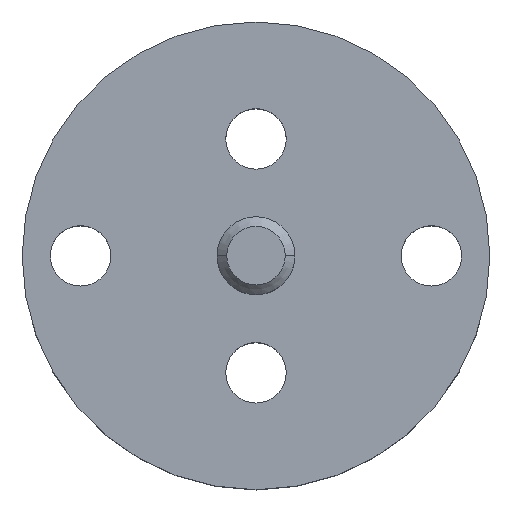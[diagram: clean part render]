
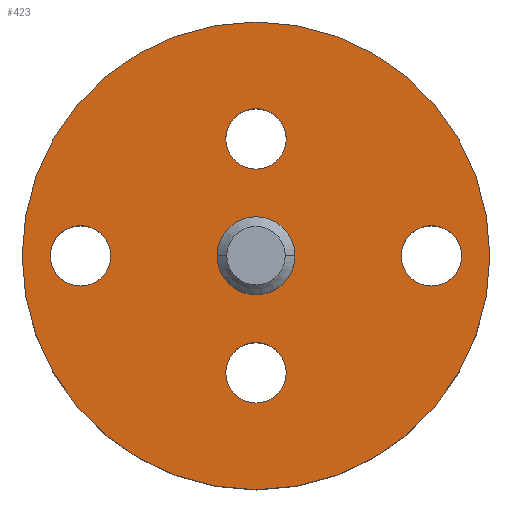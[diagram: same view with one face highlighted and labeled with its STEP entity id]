
A CAD part, top view. The second image highlights one B-rep face of the part: STEP entity #423.
In plain terms, the highlighted planar face has unit normal (0, 0, 1).
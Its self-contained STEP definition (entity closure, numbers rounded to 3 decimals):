
#4 = CARTESIAN_POINT ( 'NONE',  ( -1.55, -6., 2. ) ) ;
#36 = CARTESIAN_POINT ( 'NONE',  ( -9., 0., 2. ) ) ;
#38 = VERTEX_POINT ( 'NONE', #418 ) ;
#44 = CIRCLE ( 'NONE', #289, 12. ) ;
#46 = ORIENTED_EDGE ( 'NONE', *, *, #592, .F. ) ;
#54 = VERTEX_POINT ( 'NONE', #278 ) ;
#62 = AXIS2_PLACEMENT_3D ( 'NONE', #236, #631, #183 ) ;
#67 = CARTESIAN_POINT ( 'NONE',  ( 0., -6., 2. ) ) ;
#69 = DIRECTION ( 'NONE',  ( 0., -1., 0. ) ) ;
#70 = DIRECTION ( 'NONE',  ( 0., 0., 1. ) ) ;
#74 = DIRECTION ( 'NONE',  ( 0., 0., 1. ) ) ;
#79 = DIRECTION ( 'NONE',  ( 0., 0., 1. ) ) ;
#80 = FACE_OUTER_BOUND ( 'NONE', #475, .T. ) ;
#86 = DIRECTION ( 'NONE',  ( 0., -1., 0. ) ) ;
#90 = EDGE_LOOP ( 'NONE', ( #508, #376 ) ) ;
#93 = CARTESIAN_POINT ( 'NONE',  ( -10.55, 0., 2. ) ) ;
#99 = DIRECTION ( 'NONE',  ( 0., 0., 1. ) ) ;
#102 = DIRECTION ( 'NONE',  ( 0., 0., -1. ) ) ;
#103 = CIRCLE ( 'NONE', #204, 1.55 ) ;
#115 = DIRECTION ( 'NONE',  ( 0., 0., -1. ) ) ;
#117 = CARTESIAN_POINT ( 'NONE',  ( 0., 6., 2. ) ) ;
#119 = CARTESIAN_POINT ( 'NONE',  ( 0., -12., 2. ) ) ;
#124 = AXIS2_PLACEMENT_3D ( 'NONE', #142, #458, #246 ) ;
#125 = DIRECTION ( 'NONE',  ( 0., -1., 0. ) ) ;
#134 = CIRCLE ( 'NONE', #379, 1.55 ) ;
#138 = DIRECTION ( 'NONE',  ( 0., -1., 0. ) ) ;
#142 = CARTESIAN_POINT ( 'NONE',  ( 0., 0., 2. ) ) ;
#147 = AXIS2_PLACEMENT_3D ( 'NONE', #219, #70, #221 ) ;
#150 = AXIS2_PLACEMENT_3D ( 'NONE', #117, #619, #69 ) ;
#152 = CIRCLE ( 'NONE', #147, 1.55 ) ;
#154 = ORIENTED_EDGE ( 'NONE', *, *, #264, .F. ) ;
#168 = CIRCLE ( 'NONE', #645, 12. ) ;
#172 = EDGE_CURVE ( 'NONE', #589, #444, #44, .T. ) ;
#181 = CARTESIAN_POINT ( 'NONE',  ( 0., -6., 2. ) ) ;
#183 = DIRECTION ( 'NONE',  ( 0., -1., 0. ) ) ;
#184 = EDGE_CURVE ( 'NONE', #345, #38, #209, .T. ) ;
#189 = ORIENTED_EDGE ( 'NONE', *, *, #184, .F. ) ;
#194 = CARTESIAN_POINT ( 'NONE',  ( 0., 6., 2. ) ) ;
#197 = EDGE_CURVE ( 'NONE', #54, #610, #307, .T. ) ;
#198 = CARTESIAN_POINT ( 'NONE',  ( 10.55, 0., 2. ) ) ;
#203 = ORIENTED_EDGE ( 'NONE', *, *, #212, .F. ) ;
#204 = AXIS2_PLACEMENT_3D ( 'NONE', #314, #99, #565 ) ;
#206 = DIRECTION ( 'NONE',  ( 0., -1., 0. ) ) ;
#209 = CIRCLE ( 'NONE', #150, 1.55 ) ;
#212 = EDGE_CURVE ( 'NONE', #393, #369, #256, .T. ) ;
#215 = FACE_BOUND ( 'NONE', #352, .T. ) ;
#219 = CARTESIAN_POINT ( 'NONE',  ( 9., 0., 2. ) ) ;
#221 = DIRECTION ( 'NONE',  ( 0., -1., 0. ) ) ;
#225 = VERTEX_POINT ( 'NONE', #230 ) ;
#230 = CARTESIAN_POINT ( 'NONE',  ( -7.45, 0., 2. ) ) ;
#231 = EDGE_CURVE ( 'NONE', #344, #225, #612, .T. ) ;
#236 = CARTESIAN_POINT ( 'NONE',  ( 9., 0., 2. ) ) ;
#238 = DIRECTION ( 'NONE',  ( 0., 0., 1. ) ) ;
#244 = EDGE_LOOP ( 'NONE', ( #474, #438 ) ) ;
#246 = DIRECTION ( 'NONE',  ( 0., -1., 0. ) ) ;
#255 = EDGE_CURVE ( 'NONE', #444, #589, #168, .T. ) ;
#256 = CIRCLE ( 'NONE', #611, 1.55 ) ;
#264 = EDGE_CURVE ( 'NONE', #430, #367, #481, .T. ) ;
#278 = CARTESIAN_POINT ( 'NONE',  ( -2., 0., 2. ) ) ;
#284 = ORIENTED_EDGE ( 'NONE', *, *, #255, .T. ) ;
#288 = CARTESIAN_POINT ( 'NONE',  ( 0., 0., 2. ) ) ;
#289 = AXIS2_PLACEMENT_3D ( 'NONE', #572, #74, #125 ) ;
#292 = FACE_BOUND ( 'NONE', #384, .T. ) ;
#294 = DIRECTION ( 'NONE',  ( 0., -1., 0. ) ) ;
#297 = PLANE ( 'NONE',  #124 ) ;
#307 = CIRCLE ( 'NONE', #584, 2. ) ;
#314 = CARTESIAN_POINT ( 'NONE',  ( -9., 0., 2. ) ) ;
#331 = CARTESIAN_POINT ( 'NONE',  ( 0., 0., 2. ) ) ;
#344 = VERTEX_POINT ( 'NONE', #93 ) ;
#345 = VERTEX_POINT ( 'NONE', #398 ) ;
#351 = CARTESIAN_POINT ( 'NONE',  ( 1.55, -6., 2. ) ) ;
#352 = EDGE_LOOP ( 'NONE', ( #483, #203 ) ) ;
#354 = EDGE_CURVE ( 'NONE', #38, #345, #134, .T. ) ;
#367 = VERTEX_POINT ( 'NONE', #198 ) ;
#369 = VERTEX_POINT ( 'NONE', #4 ) ;
#376 = ORIENTED_EDGE ( 'NONE', *, *, #197, .T. ) ;
#379 = AXIS2_PLACEMENT_3D ( 'NONE', #194, #544, #450 ) ;
#380 = CARTESIAN_POINT ( 'NONE',  ( 2., 0., 2. ) ) ;
#381 = FACE_BOUND ( 'NONE', #90, .T. ) ;
#384 = EDGE_LOOP ( 'NONE', ( #189, #534 ) ) ;
#393 = VERTEX_POINT ( 'NONE', #351 ) ;
#398 = CARTESIAN_POINT ( 'NONE',  ( -1.55, 6., 2. ) ) ;
#410 = CARTESIAN_POINT ( 'NONE',  ( 7.45, 0., 2. ) ) ;
#418 = CARTESIAN_POINT ( 'NONE',  ( 1.55, 6., 2. ) ) ;
#423 = ADVANCED_FACE ( 'NONE', ( #381, #638, #292, #215, #466, #80 ), #297, .T. ) ;
#424 = EDGE_CURVE ( 'NONE', #610, #54, #473, .T. ) ;
#430 = VERTEX_POINT ( 'NONE', #410 ) ;
#438 = ORIENTED_EDGE ( 'NONE', *, *, #454, .F. ) ;
#444 = VERTEX_POINT ( 'NONE', #465 ) ;
#450 = DIRECTION ( 'NONE',  ( 0., -1., 0. ) ) ;
#454 = EDGE_CURVE ( 'NONE', #225, #344, #103, .T. ) ;
#458 = DIRECTION ( 'NONE',  ( 0., 0., 1. ) ) ;
#465 = CARTESIAN_POINT ( 'NONE',  ( 0., 12., 2. ) ) ;
#466 = FACE_BOUND ( 'NONE', #244, .T. ) ;
#473 = CIRCLE ( 'NONE', #521, 2. ) ;
#474 = ORIENTED_EDGE ( 'NONE', *, *, #231, .F. ) ;
#475 = EDGE_LOOP ( 'NONE', ( #613, #284 ) ) ;
#481 = CIRCLE ( 'NONE', #62, 1.55 ) ;
#483 = ORIENTED_EDGE ( 'NONE', *, *, #598, .F. ) ;
#493 = AXIS2_PLACEMENT_3D ( 'NONE', #36, #238, #86 ) ;
#504 = EDGE_LOOP ( 'NONE', ( #154, #46 ) ) ;
#505 = CARTESIAN_POINT ( 'NONE',  ( 0., 0., 2. ) ) ;
#508 = ORIENTED_EDGE ( 'NONE', *, *, #424, .T. ) ;
#521 = AXIS2_PLACEMENT_3D ( 'NONE', #505, #102, #206 ) ;
#534 = ORIENTED_EDGE ( 'NONE', *, *, #354, .F. ) ;
#538 = DIRECTION ( 'NONE',  ( 0., 0., 1. ) ) ;
#544 = DIRECTION ( 'NONE',  ( 0., 0., 1. ) ) ;
#547 = CIRCLE ( 'NONE', #643, 1.55 ) ;
#565 = DIRECTION ( 'NONE',  ( 0., -1., 0. ) ) ;
#572 = CARTESIAN_POINT ( 'NONE',  ( 0., 0., 2. ) ) ;
#578 = DIRECTION ( 'NONE',  ( 0., -1., 0. ) ) ;
#579 = DIRECTION ( 'NONE',  ( 0., 0., 1. ) ) ;
#584 = AXIS2_PLACEMENT_3D ( 'NONE', #331, #115, #636 ) ;
#589 = VERTEX_POINT ( 'NONE', #119 ) ;
#592 = EDGE_CURVE ( 'NONE', #367, #430, #152, .T. ) ;
#598 = EDGE_CURVE ( 'NONE', #369, #393, #547, .T. ) ;
#610 = VERTEX_POINT ( 'NONE', #380 ) ;
#611 = AXIS2_PLACEMENT_3D ( 'NONE', #181, #79, #138 ) ;
#612 = CIRCLE ( 'NONE', #493, 1.55 ) ;
#613 = ORIENTED_EDGE ( 'NONE', *, *, #172, .T. ) ;
#619 = DIRECTION ( 'NONE',  ( 0., 0., 1. ) ) ;
#631 = DIRECTION ( 'NONE',  ( 0., 0., 1. ) ) ;
#636 = DIRECTION ( 'NONE',  ( 0., -1., 0. ) ) ;
#638 = FACE_BOUND ( 'NONE', #504, .T. ) ;
#643 = AXIS2_PLACEMENT_3D ( 'NONE', #67, #579, #578 ) ;
#645 = AXIS2_PLACEMENT_3D ( 'NONE', #288, #538, #294 ) ;
